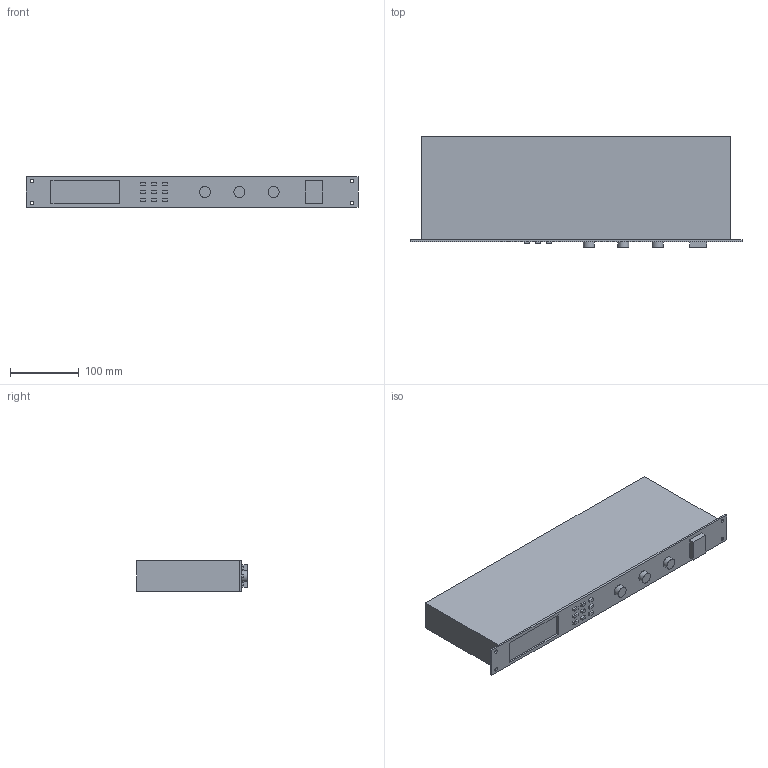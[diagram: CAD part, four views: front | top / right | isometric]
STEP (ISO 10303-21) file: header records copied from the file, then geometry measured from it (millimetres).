
FILE_DESCRIPTION(('FreeCAD Model'),'2;1');
FILE_NAME('1HE_Controller.step', '2020-04-01T19:23:42',('Author'),(''), 'Open CASCADE STEP processor 6.8','FreeCAD','Unknown');
FILE_SCHEMA(('AUTOMOTIVE_DESIGN_CC2 { 1 2 10303 214 -1 1 5 4 }'));
Length unit declared in the file: millimetre
Products named in the file (1): 1HE_Controller
Bounding box: 482.6 x 161 x 44.5 mm (x, y, z)
Volume: 3069641.8 mm3; surface area: 198057.7 mm2
Topology: 1 solids, 1 shells, 77 faces, 179 edges, 118 vertices
Faces by surface type: plane 70, cylinder 7
Full cylindrical faces by diameter (mm): 5.4 x4, 16 x3
Entity records: 4528 total; most frequent: CARTESIAN_POINT 751, DIRECTION 704, LINE 509, VECTOR 509, ORIENTED_EDGE 358, PCURVE 358, DEFINITIONAL_REPRESENTATION 358, EDGE_CURVE 179
